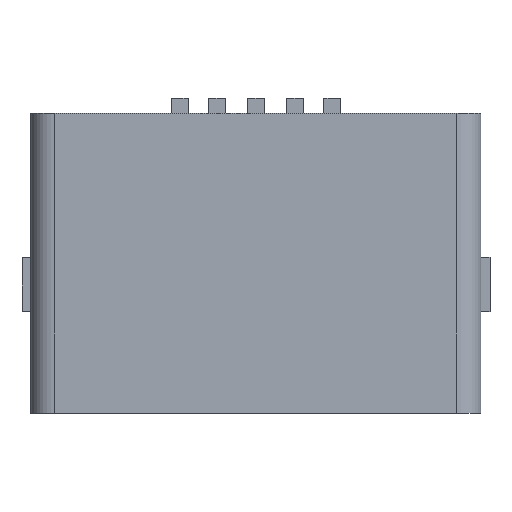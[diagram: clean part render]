
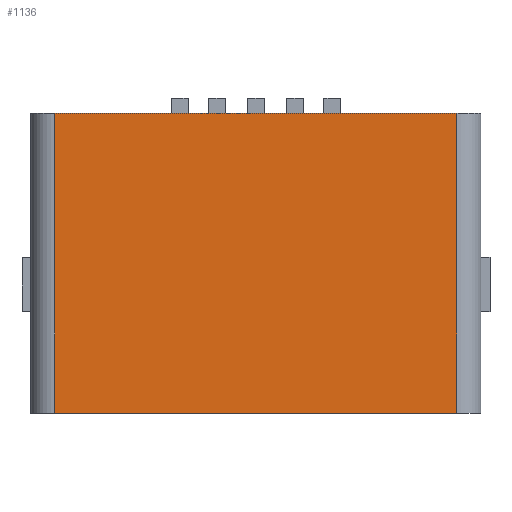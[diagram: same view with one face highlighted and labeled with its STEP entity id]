
A CAD part, top view. The second image highlights one B-rep face of the part: STEP entity #1136.
In plain terms, the highlighted planar face has unit normal (0, 0, 1).
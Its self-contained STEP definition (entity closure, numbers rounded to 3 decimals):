
#58=FACE_OUTER_BOUND('',#126,.T.);
#126=EDGE_LOOP('',(#856,#857,#858,#859));
#231=LINE('',#1715,#379);
#233=LINE('',#1721,#381);
#237=LINE('',#1730,#385);
#238=LINE('',#1731,#386);
#379=VECTOR('',#1396,10.);
#381=VECTOR('',#1402,10.);
#385=VECTOR('',#1410,10.);
#386=VECTOR('',#1411,10.);
#511=VERTEX_POINT('',#1712);
#512=VERTEX_POINT('',#1714);
#514=VERTEX_POINT('',#1720);
#517=VERTEX_POINT('',#1729);
#636=EDGE_CURVE('',#511,#512,#231,.T.);
#639=EDGE_CURVE('',#514,#512,#233,.T.);
#644=EDGE_CURVE('',#511,#517,#237,.T.);
#645=EDGE_CURVE('',#514,#517,#238,.T.);
#856=ORIENTED_EDGE('',*,*,#636,.F.);
#857=ORIENTED_EDGE('',*,*,#644,.T.);
#858=ORIENTED_EDGE('',*,*,#645,.F.);
#859=ORIENTED_EDGE('',*,*,#639,.T.);
#1058=PLANE('',#1230);
#1136=ADVANCED_FACE('',(#58),#1058,.T.);
#1230=AXIS2_PLACEMENT_3D('',#1728,#1408,#1409);
#1396=DIRECTION('',(0.,-1.,0.));
#1402=DIRECTION('',(1.,0.,0.));
#1408=DIRECTION('center_axis',(0.,0.,1.));
#1409=DIRECTION('ref_axis',(1.,0.,0.));
#1410=DIRECTION('',(-1.,0.,0.));
#1411=DIRECTION('',(0.,1.,0.));
#1712=CARTESIAN_POINT('',(3.35,2.85,2.35));
#1714=CARTESIAN_POINT('',(3.35,-2.15,2.35));
#1715=CARTESIAN_POINT('',(3.35,-0.9,2.35));
#1720=CARTESIAN_POINT('',(-3.35,-2.15,2.35));
#1721=CARTESIAN_POINT('',(3.75,-2.15,2.35));
#1728=CARTESIAN_POINT('Origin',(0.,0.35,2.35));
#1729=CARTESIAN_POINT('',(-3.35,2.85,2.35));
#1730=CARTESIAN_POINT('',(-3.75,2.85,2.35));
#1731=CARTESIAN_POINT('',(-3.35,1.6,2.35));
